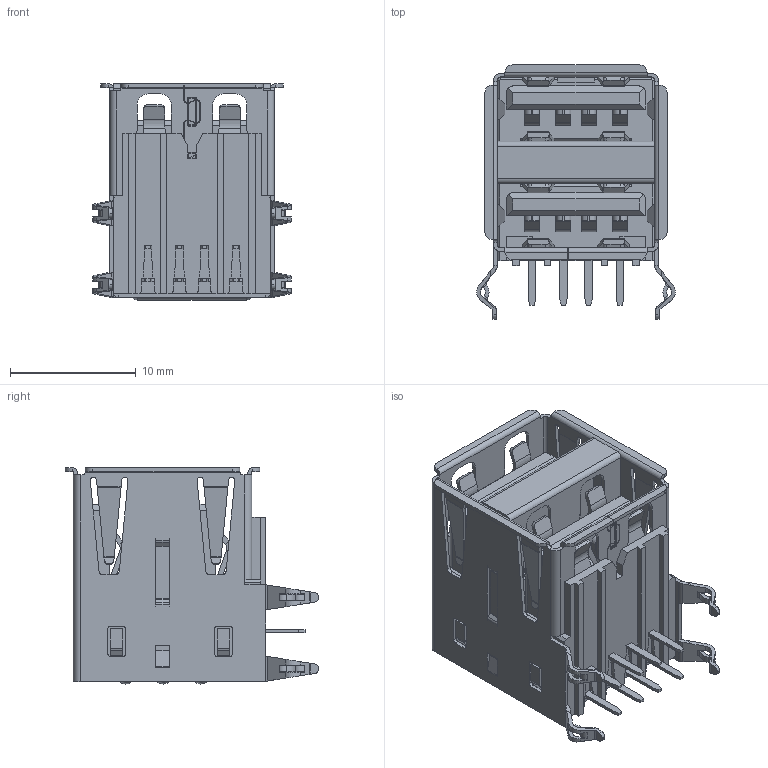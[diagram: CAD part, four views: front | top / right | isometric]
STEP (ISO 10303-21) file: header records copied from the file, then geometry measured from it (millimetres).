
FILE_DESCRIPTION(/* description */ (''),/* implementation_level */ '2;1');
FILE_NAME(/* name */ 'SS-52100-003.step',/* time_stamp */ '2022-02-27T20:45:51+01:00',/* author */ (''),/* organization */ (''),/* preprocessor_version */ 'ST-DEVELOPER v18.1',/* originating_system */ 'Autodesk Translation Framework v10.13.0.1454',/* authorisation */ '');
FILE_SCHEMA (('AUTOMOTIVE_DESIGN { 1 0 10303 214 3 1 1 }'));
Length unit declared in the file: millimetre
Products named in the file (1): (Unsaved)
Bounding box: 15.8 x 20.19 x 17.2 mm (x, y, z)
Volume: 2044.2 mm3; surface area: 4182.6 mm2
Topology: 20 solids, 20 shells, 1611 faces, 4253 edges, 2662 vertices
Faces by surface type: plane 1015, cylinder 556, bspline 22, sphere 8, torus 8, cone 2
Entity records: 51291 total; most frequent: CARTESIAN_POINT 10791, ORIENTED_EDGE 8490, DIRECTION 8451, EDGE_CURVE 4245, LINE 3027, VECTOR 3027, AXIS2_PLACEMENT_3D 2712, VERTEX_POINT 2662
